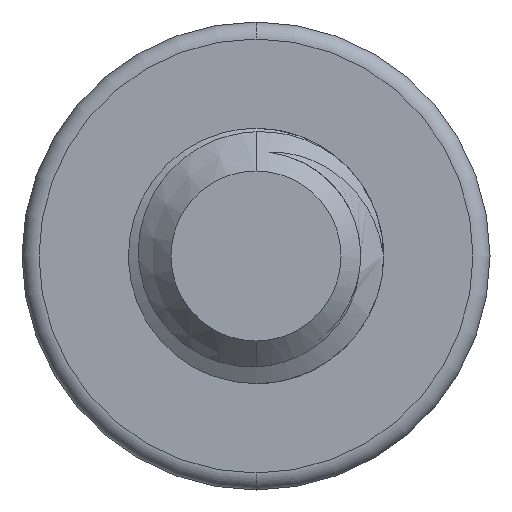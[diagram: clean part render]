
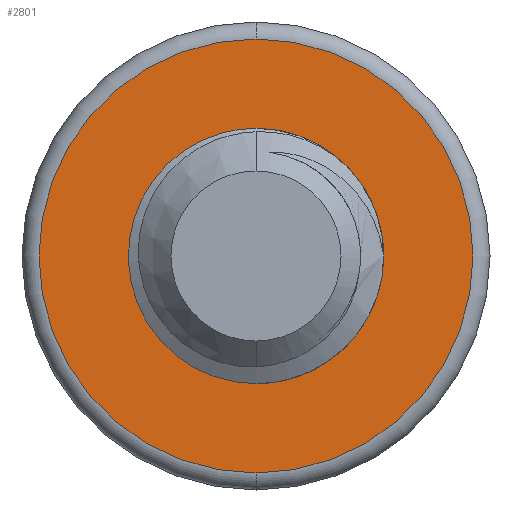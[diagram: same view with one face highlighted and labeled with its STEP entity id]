
A CAD part, front view. The second image highlights one B-rep face of the part: STEP entity #2801.
In plain terms, the highlighted planar face has unit normal (0, -1, 0).
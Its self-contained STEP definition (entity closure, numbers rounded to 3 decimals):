
#37 = CARTESIAN_POINT ( 'NONE',  ( 1.5, 12., 0. ) ) ;
#56 = CARTESIAN_POINT ( 'NONE',  ( -0.981, 12., -0.759 ) ) ;
#123 = AXIS2_PLACEMENT_3D ( 'NONE', #2828, #806, #5415 ) ;
#191 = AXIS2_PLACEMENT_3D ( 'NONE', #5258, #1104, #2694 ) ;
#204 = CARTESIAN_POINT ( 'NONE',  ( 0.629, 12., -1.214 ) ) ;
#228 = CARTESIAN_POINT ( 'NONE',  ( 0., 12., 0. ) ) ;
#277 = AXIS2_PLACEMENT_3D ( 'NONE', #2683, #3490, #905 ) ;
#322 = EDGE_CURVE ( 'NONE', #2980, #5028, #4966, .T. ) ;
#439 = CARTESIAN_POINT ( 'NONE',  ( -1.133, 12., 0.477 ) ) ;
#616 = CARTESIAN_POINT ( 'NONE',  ( 1.399, 12., -0.433 ) ) ;
#646 = ORIENTED_EDGE ( 'NONE', *, *, #322, .T. ) ;
#698 = CARTESIAN_POINT ( 'NONE',  ( 0.257, 12., 1.413 ) ) ;
#806 = DIRECTION ( 'NONE',  ( 0., 1., 0. ) ) ;
#830 = CARTESIAN_POINT ( 'NONE',  ( -0.751, 12., -0.986 ) ) ;
#859 = CARTESIAN_POINT ( 'NONE',  ( -0.461, 12., -1.14 ) ) ;
#894 = CIRCLE ( 'NONE', #191, 1.5 ) ;
#905 = DIRECTION ( 'NONE',  ( 0., 0., 1. ) ) ;
#930 = EDGE_CURVE ( 'NONE', #5028, #3273, #894, .T. ) ;
#937 = CARTESIAN_POINT ( 'NONE',  ( 0., 12., -2.55 ) ) ;
#964 = B_SPLINE_CURVE_WITH_KNOTS ( 'NONE', 3,
 ( #1039, #4086, #3986, #616, #1064, #4484, #1894, #204, #5267, #2358, #2308, #4923 ),
 .UNSPECIFIED., .F., .F.,
 ( 4, 2, 2, 2, 2, 4 ),
 ( 0., 0., 0.001, 0.001, 0.002, 0.003 ),
 .UNSPECIFIED. ) ;
#1025 = VERTEX_POINT ( 'NONE', #4819 ) ;
#1039 = CARTESIAN_POINT ( 'NONE',  ( 1.5, 12., 0. ) ) ;
#1064 = CARTESIAN_POINT ( 'NONE',  ( 1.35, 12., -0.536 ) ) ;
#1093 = CARTESIAN_POINT ( 'NONE',  ( 1.07, 12., 1.051 ) ) ;
#1104 = DIRECTION ( 'NONE',  ( 0., 1., 0. ) ) ;
#1478 = VERTEX_POINT ( 'NONE', #1776 ) ;
#1503 = EDGE_LOOP ( 'NONE', ( #2423, #2102 ) ) ;
#1542 = EDGE_CURVE ( 'NONE', #1478, #2980, #5394, .T. ) ;
#1627 = CIRCLE ( 'NONE', #4482, 2.55 ) ;
#1776 = CARTESIAN_POINT ( 'NONE',  ( -0.461, 12., -1.14 ) ) ;
#1780 = CIRCLE ( 'NONE', #277, 2.55 ) ;
#1894 = CARTESIAN_POINT ( 'NONE',  ( 1.012, 12., -0.982 ) ) ;
#1916 = DIRECTION ( 'NONE',  ( 0., -1., 0. ) ) ;
#1919 = CARTESIAN_POINT ( 'NONE',  ( -0.617, 12., 1.196 ) ) ;
#1954 = EDGE_CURVE ( 'NONE', #1025, #1971, #1780, .T. ) ;
#1971 = VERTEX_POINT ( 'NONE', #937 ) ;
#2070 = FACE_OUTER_BOUND ( 'NONE', #1503, .T. ) ;
#2102 = ORIENTED_EDGE ( 'NONE', *, *, #2703, .T. ) ;
#2308 = CARTESIAN_POINT ( 'NONE',  ( -0.262, 12., -1.247 ) ) ;
#2310 = CARTESIAN_POINT ( 'NONE',  ( -0.947, 12., 0.891 ) ) ;
#2336 = CARTESIAN_POINT ( 'NONE',  ( -1.133, 12., 0.477 ) ) ;
#2358 = CARTESIAN_POINT ( 'NONE',  ( -0.038, 12., -1.298 ) ) ;
#2423 = ORIENTED_EDGE ( 'NONE', *, *, #1954, .T. ) ;
#2516 = CARTESIAN_POINT ( 'NONE',  ( -1.197, 12., 0.326 ) ) ;
#2616 = EDGE_CURVE ( 'NONE', #3273, #1478, #964, .T. ) ;
#2683 = CARTESIAN_POINT ( 'NONE',  ( 0., 12., 0. ) ) ;
#2694 = DIRECTION ( 'NONE',  ( 0., 0., 1. ) ) ;
#2703 = EDGE_CURVE ( 'NONE', #1971, #1025, #1627, .T. ) ;
#2731 = CARTESIAN_POINT ( 'NONE',  ( -1.07, 12., 0.695 ) ) ;
#2763 = ORIENTED_EDGE ( 'NONE', *, *, #2616, .T. ) ;
#2801 = ADVANCED_FACE ( 'NONE', ( #2070, #4969 ), #3803, .F. ) ;
#2828 = CARTESIAN_POINT ( 'NONE',  ( 0., 12., 0. ) ) ;
#2840 = CARTESIAN_POINT ( 'NONE',  ( 1.07, 12., 1.051 ) ) ;
#2870 = EDGE_LOOP ( 'NONE', ( #5446, #2763, #3790, #646 ) ) ;
#2980 = VERTEX_POINT ( 'NONE', #439 ) ;
#3024 = CARTESIAN_POINT ( 'NONE',  ( -1.133, 12., 0.477 ) ) ;
#3175 = CARTESIAN_POINT ( 'NONE',  ( -0.409, 12., 1.304 ) ) ;
#3200 = CARTESIAN_POINT ( 'NONE',  ( 0.897, 12., 1.197 ) ) ;
#3273 = VERTEX_POINT ( 'NONE', #37 ) ;
#3446 = CARTESIAN_POINT ( 'NONE',  ( -1.073, 12., -0.621 ) ) ;
#3490 = DIRECTION ( 'NONE',  ( 0., -1., 0. ) ) ;
#3504 = CARTESIAN_POINT ( 'NONE',  ( -1.198, 12., -0.322 ) ) ;
#3615 = DIRECTION ( 'NONE',  ( 0., 0., 1. ) ) ;
#3790 = ORIENTED_EDGE ( 'NONE', *, *, #1542, .T. ) ;
#3803 = PLANE ( 'NONE',  #123 ) ;
#3986 = CARTESIAN_POINT ( 'NONE',  ( 1.468, 12., -0.222 ) ) ;
#4086 = CARTESIAN_POINT ( 'NONE',  ( 1.491, 12., -0.112 ) ) ;
#4250 = CARTESIAN_POINT ( 'NONE',  ( -0.613, 12., -1.078 ) ) ;
#4343 = CARTESIAN_POINT ( 'NONE',  ( -1.23, 12., -0.16 ) ) ;
#4434 = CARTESIAN_POINT ( 'NONE',  ( 0.026, 12., 1.412 ) ) ;
#4482 = AXIS2_PLACEMENT_3D ( 'NONE', #228, #1916, #3615 ) ;
#4484 = CARTESIAN_POINT ( 'NONE',  ( 1.175, 12., -0.82 ) ) ;
#4819 = CARTESIAN_POINT ( 'NONE',  ( 0., 12., 2.55 ) ) ;
#4923 = CARTESIAN_POINT ( 'NONE',  ( -0.461, 12., -1.14 ) ) ;
#4966 = B_SPLINE_CURVE_WITH_KNOTS ( 'NONE', 3,
 ( #2336, #2731, #2310, #1919, #3175, #4434, #698, #5320, #3200, #1093 ),
 .UNSPECIFIED., .F., .F.,
 ( 4, 2, 2, 2, 4 ),
 ( 0., 0.001, 0.001, 0.002, 0.003 ),
 .UNSPECIFIED. ) ;
#4969 = FACE_BOUND ( 'NONE', #2870, .T. ) ;
#5028 = VERTEX_POINT ( 'NONE', #2840 ) ;
#5140 = CARTESIAN_POINT ( 'NONE',  ( -1.229, 12., 0.166 ) ) ;
#5258 = CARTESIAN_POINT ( 'NONE',  ( 0., 12., 0. ) ) ;
#5267 = CARTESIAN_POINT ( 'NONE',  ( 0.409, 12., -1.283 ) ) ;
#5320 = CARTESIAN_POINT ( 'NONE',  ( 0.694, 12., 1.305 ) ) ;
#5394 = B_SPLINE_CURVE_WITH_KNOTS ( 'NONE', 3,
 ( #859, #4250, #830, #56, #3446, #3504, #4343, #5140, #2516, #3024 ),
 .UNSPECIFIED., .F., .F.,
 ( 4, 2, 2, 2, 4 ),
 ( 0., 0., 0.001, 0.001, 0.002 ),
 .UNSPECIFIED. ) ;
#5415 = DIRECTION ( 'NONE',  ( 0., 0., 1. ) ) ;
#5446 = ORIENTED_EDGE ( 'NONE', *, *, #930, .T. ) ;
